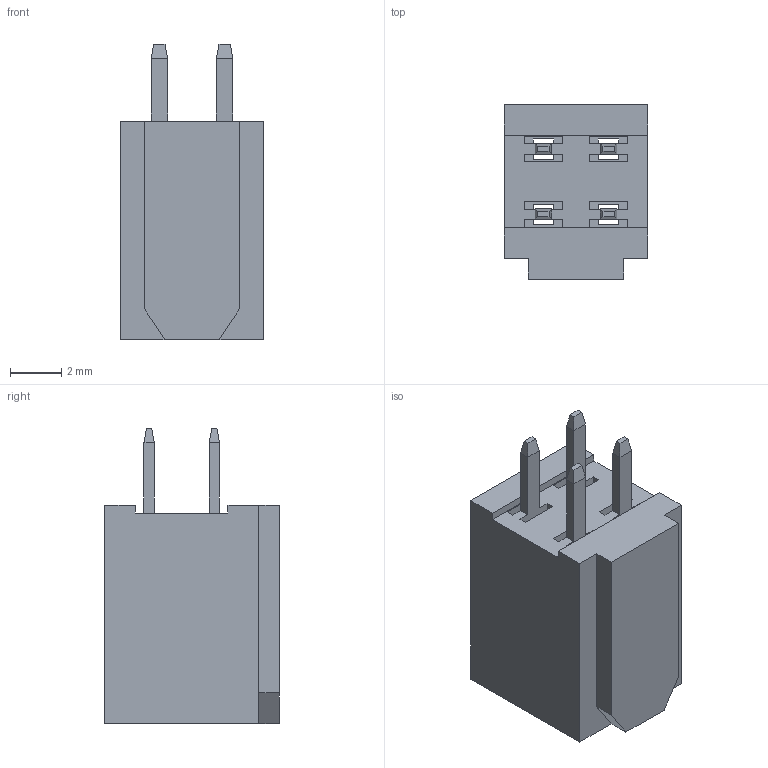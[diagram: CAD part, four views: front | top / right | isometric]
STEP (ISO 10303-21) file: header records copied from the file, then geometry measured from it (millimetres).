
FILE_DESCRIPTION (( 'STEP AP214' ), '1' );
FILE_NAME ('FFH25407-D04S1014K6K-REF.STEP', '2024-11-28T10:54:43', ( '' ), ( '' ), 'SwSTEP 2.0', 'SolidWorks 2021', '' );
FILE_SCHEMA (( 'AUTOMOTIVE_DESIGN' ));
Length unit declared in the file: millimetre
Products named in the file (1): FFH25407-D04S1014K6K-REF
Bounding box: 5.58 x 6.8 x 11.5 mm (x, y, z)
Volume: 267.5 mm3; surface area: 543.9 mm2
Topology: 1 solids, 1 shells, 132 faces, 370 edges, 236 vertices
Faces by surface type: plane 132
Entity records: 4184 total; most frequent: ORIENTED_EDGE 740, CARTESIAN_POINT 739, DIRECTION 636, VECTOR 370, EDGE_CURVE 370, LINE 370, VERTEX_POINT 236, EDGE_LOOP 144
